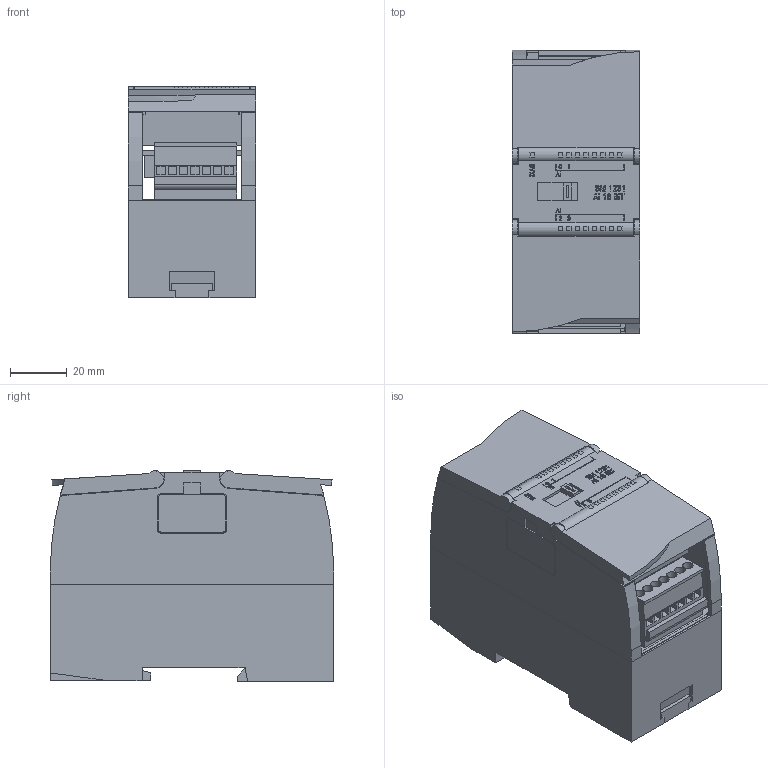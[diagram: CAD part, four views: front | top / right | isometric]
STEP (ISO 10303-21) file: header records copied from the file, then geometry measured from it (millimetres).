
FILE_DESCRIPTION(/* description */ (''),/* implementation_level */ '2;1');
FILE_NAME(/* name */ '6ES7231-5ND32-0XB0_3d.stp',/* time_stamp */ '2024-06-27T14:15:05+02:00',/* author */ (''),/* organization */ (''),/* preprocessor_version */ 'ST-DEVELOPER v18.102',/* originating_system */ 'SIEMENS PLM Software NX 2023',/* authorisation */ '');
FILE_SCHEMA (('AUTOMOTIVE_DESIGN { 1 0 10303 214 3 1 1 1 }'));
Products named in the file (4): A5E30160608A_RS-AA_002_1-cover; A5E31866579A_RS-AA_002_1-labeling; A5E30160514A_RS-AA_002_1-box_45_2; A5E31866613A_RS-AA_002_5-CAx_6ES72315ND320XB0
Assembly tree (4 placements, depth 2):
  A5E31866613A_RS-AA_002_5-CAx_6ES72315ND320XB0
    A5E30160514A_RS-AA_002_1-box_45_2
    A5E31866579A_RS-AA_002_1-labeling
    A5E30160608A_RS-AA_002_1-cover  x2
Bounding box: 45 x 100 x 74.75 mm (x, y, z)
Volume: 170853.3 mm3; surface area: 80660.3 mm2
Topology: 145 solids, 146 shells, 1701 faces, 4106 edges, 2739 vertices
Faces by surface type: plane 1473, extrusion 157, cylinder 71
Full cylindrical faces by diameter (mm): 0.996 x3, 2 x8, 3.63 x14, 4.3 x2
Entity records: 66316 total; most frequent: CARTESIAN_POINT 14346, ORIENTED_EDGE 8040, DIRECTION 7269, EDGE_CURVE 4020, VECTOR 3711, LINE 3554, VERTEX_POINT 2709, EDGE_LOOP 1869
